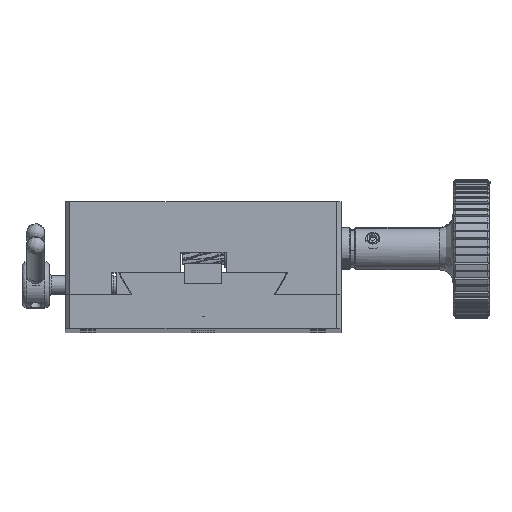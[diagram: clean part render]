
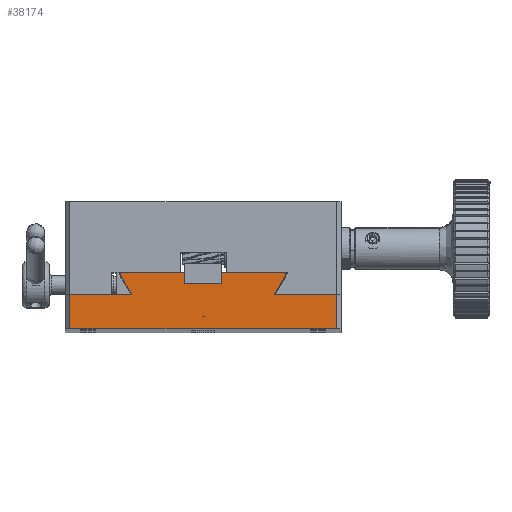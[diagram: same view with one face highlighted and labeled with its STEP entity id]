
A CAD part, top view. The second image highlights one B-rep face of the part: STEP entity #38174.
In plain terms, the highlighted planar face has unit normal (0, 0, 1).
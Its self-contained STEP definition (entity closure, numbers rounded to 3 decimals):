
#208 = VERTEX_POINT ( 'NONE', #127191 ) ;
#627 = VERTEX_POINT ( 'NONE', #19719 ) ;
#2819 = CARTESIAN_POINT ( 'NONE',  ( 49.002, 64.603, 513.823 ) ) ;
#2971 = DIRECTION ( 'NONE',  ( -0.5, -0.866, 0. ) ) ;
#3496 = LINE ( 'NONE', #179415, #198064 ) ;
#8729 = VERTEX_POINT ( 'NONE', #88162 ) ;
#9212 = EDGE_CURVE ( 'NONE', #182317, #81961, #73843, .T. ) ;
#10439 = CARTESIAN_POINT ( 'NONE',  ( 68.552, 57.103, 513.823 ) ) ;
#12568 = DIRECTION ( 'NONE',  ( 1., 0., 0. ) ) ;
#13429 = CARTESIAN_POINT ( 'NONE',  ( 49.002, 64.603, 513.823 ) ) ;
#14297 = CARTESIAN_POINT ( 'NONE',  ( 35.502, 57.103, 513.823 ) ) ;
#16022 = CARTESIAN_POINT ( 'NONE',  ( 46.588, 69.303, 513.823 ) ) ;
#16767 = DIRECTION ( 'NONE',  ( 1., 0., 0. ) ) ;
#18323 = CARTESIAN_POINT ( 'NONE',  ( 82.415, 68.783, 513.823 ) ) ;
#18963 = ORIENTED_EDGE ( 'NONE', *, *, #93020, .F. ) ;
#19719 = CARTESIAN_POINT ( 'NONE',  ( 60.452, 69.303, 513.823 ) ) ;
#26496 = VECTOR ( 'NONE', #12568, 1000. ) ;
#32447 = VECTOR ( 'NONE', #16767, 1000. ) ;
#33510 = DIRECTION ( 'NONE',  ( 0., -1., 0. ) ) ;
#33630 = EDGE_CURVE ( 'NONE', #121202, #8729, #127566, .T. ) ;
#35135 = ORIENTED_EDGE ( 'NONE', *, *, #72002, .T. ) ;
#38144 = ORIENTED_EDGE ( 'NONE', *, *, #85170, .F. ) ;
#38174 = ADVANCED_FACE ( 'NONE', ( #70972 ), #149727, .F. ) ;
#41323 = CARTESIAN_POINT ( 'NONE',  ( 80.002, 64.603, 513.823 ) ) ;
#41404 = EDGE_CURVE ( 'NONE', #166347, #109297, #150595, .T. ) ;
#47770 = CARTESIAN_POINT ( 'NONE',  ( 60.452, 57.103, 513.823 ) ) ;
#48823 = DIRECTION ( 'NONE',  ( 1., 0., 0. ) ) ;
#48853 = VECTOR ( 'NONE', #150051, 1000. ) ;
#50511 = EDGE_CURVE ( 'NONE', #208, #167618, #117327, .T. ) ;
#51533 = LINE ( 'NONE', #158999, #132183 ) ;
#54081 = VERTEX_POINT ( 'NONE', #41323 ) ;
#56610 = CARTESIAN_POINT ( 'NONE',  ( 64.502, 64.603, 513.823 ) ) ;
#58301 = EDGE_CURVE ( 'NONE', #104814, #166347, #3496, .T. ) ;
#60378 = VECTOR ( 'NONE', #61116, 1000. ) ;
#61116 = DIRECTION ( 'NONE',  ( 0., 1., 0. ) ) ;
#63120 = DIRECTION ( 'NONE',  ( 0., -1., 0. ) ) ;
#63237 = LINE ( 'NONE', #80589, #92781 ) ;
#64390 = CARTESIAN_POINT ( 'NONE',  ( 64.502, 64.603, 513.823 ) ) ;
#65166 = ORIENTED_EDGE ( 'NONE', *, *, #9212, .F. ) ;
#65855 = CARTESIAN_POINT ( 'NONE',  ( 60.452, 67.003, 513.823 ) ) ;
#66628 = VERTEX_POINT ( 'NONE', #199389 ) ;
#67186 = CARTESIAN_POINT ( 'NONE',  ( 94.502, 57.103, 513.823 ) ) ;
#68532 = VECTOR ( 'NONE', #197652, 1000. ) ;
#70972 = FACE_OUTER_BOUND ( 'NONE', #80246, .T. ) ;
#72002 = EDGE_CURVE ( 'NONE', #161069, #81961, #192342, .T. ) ;
#73843 = LINE ( 'NONE', #13429, #159783 ) ;
#73946 = ORIENTED_EDGE ( 'NONE', *, *, #33630, .T. ) ;
#75081 = EDGE_CURVE ( 'NONE', #109297, #167618, #51533, .T. ) ;
#76461 = LINE ( 'NONE', #138869, #60378 ) ;
#80246 = EDGE_LOOP ( 'NONE', ( #18963, #138547, #167246, #90712, #148430, #143153, #133302, #151210, #134271, #35135, #65166, #190386, #38144, #73946 ) ) ;
#80589 = CARTESIAN_POINT ( 'NONE',  ( 93.502, 57.103, 513.823 ) ) ;
#81961 = VERTEX_POINT ( 'NONE', #134310 ) ;
#83762 = DIRECTION ( 'NONE',  ( 1., 0., 0. ) ) ;
#85170 = EDGE_CURVE ( 'NONE', #121202, #90820, #76461, .T. ) ;
#88162 = CARTESIAN_POINT ( 'NONE',  ( 93.502, 57.103, 513.823 ) ) ;
#88308 = LINE ( 'NONE', #56610, #26496 ) ;
#90712 = ORIENTED_EDGE ( 'NONE', *, *, #50511, .T. ) ;
#90820 = VERTEX_POINT ( 'NONE', #155502 ) ;
#92781 = VECTOR ( 'NONE', #33510, 1000. ) ;
#93020 = EDGE_CURVE ( 'NONE', #66628, #8729, #63237, .T. ) ;
#94519 = LINE ( 'NONE', #144590, #32447 ) ;
#97715 = AXIS2_PLACEMENT_3D ( 'NONE', #132359, #191716, #145668 ) ;
#99241 = DIRECTION ( 'NONE',  ( 0., -1., 0. ) ) ;
#103183 = EDGE_CURVE ( 'NONE', #208, #54081, #113431, .T. ) ;
#103319 = EDGE_CURVE ( 'NONE', #54081, #66628, #160519, .T. ) ;
#104814 = VERTEX_POINT ( 'NONE', #65855 ) ;
#108117 = VECTOR ( 'NONE', #48823, 1000. ) ;
#109297 = VERTEX_POINT ( 'NONE', #132201 ) ;
#113431 = LINE ( 'NONE', #18323, #201148 ) ;
#117327 = LINE ( 'NONE', #198120, #48853 ) ;
#121202 = VERTEX_POINT ( 'NONE', #14297 ) ;
#127191 = CARTESIAN_POINT ( 'NONE',  ( 82.415, 68.783, 513.823 ) ) ;
#127566 = LINE ( 'NONE', #67186, #108117 ) ;
#129291 = DIRECTION ( 'NONE',  ( 1., 0., 0. ) ) ;
#132183 = VECTOR ( 'NONE', #129291, 1000. ) ;
#132201 = CARTESIAN_POINT ( 'NONE',  ( 68.552, 69.303, 513.823 ) ) ;
#132359 = CARTESIAN_POINT ( 'NONE',  ( 64.502, 57.103, 513.823 ) ) ;
#133302 = ORIENTED_EDGE ( 'NONE', *, *, #58301, .F. ) ;
#134271 = ORIENTED_EDGE ( 'NONE', *, *, #137076, .F. ) ;
#134310 = CARTESIAN_POINT ( 'NONE',  ( 46.588, 68.783, 513.823 ) ) ;
#136232 = DIRECTION ( 'NONE',  ( -0.5, 0.866, 0. ) ) ;
#136850 = LINE ( 'NONE', #47770, #150188 ) ;
#137076 = EDGE_CURVE ( 'NONE', #161069, #627, #94519, .T. ) ;
#138547 = ORIENTED_EDGE ( 'NONE', *, *, #103319, .F. ) ;
#138869 = CARTESIAN_POINT ( 'NONE',  ( 35.502, 57.103, 513.823 ) ) ;
#139960 = EDGE_CURVE ( 'NONE', #627, #104814, #136850, .T. ) ;
#143153 = ORIENTED_EDGE ( 'NONE', *, *, #41404, .F. ) ;
#144590 = CARTESIAN_POINT ( 'NONE',  ( 64.502, 69.303, 513.823 ) ) ;
#145658 = DIRECTION ( 'NONE',  ( 1., 0., 0. ) ) ;
#145668 = DIRECTION ( 'NONE',  ( -1., 0., 0. ) ) ;
#146289 = CARTESIAN_POINT ( 'NONE',  ( 46.588, 69.303, 513.823 ) ) ;
#148430 = ORIENTED_EDGE ( 'NONE', *, *, #75081, .F. ) ;
#149727 = PLANE ( 'NONE',  #97715 ) ;
#149950 = CARTESIAN_POINT ( 'NONE',  ( 82.415, 69.303, 513.823 ) ) ;
#150051 = DIRECTION ( 'NONE',  ( 0., 1., 0. ) ) ;
#150188 = VECTOR ( 'NONE', #63120, 1000. ) ;
#150595 = LINE ( 'NONE', #10439, #68532 ) ;
#151210 = ORIENTED_EDGE ( 'NONE', *, *, #139960, .F. ) ;
#155487 = CARTESIAN_POINT ( 'NONE',  ( 68.552, 67.003, 513.823 ) ) ;
#155502 = CARTESIAN_POINT ( 'NONE',  ( 35.502, 64.603, 513.823 ) ) ;
#158999 = CARTESIAN_POINT ( 'NONE',  ( 64.502, 69.303, 513.823 ) ) ;
#159783 = VECTOR ( 'NONE', #136232, 1000. ) ;
#160519 = LINE ( 'NONE', #64390, #188128 ) ;
#161069 = VERTEX_POINT ( 'NONE', #16022 ) ;
#166347 = VERTEX_POINT ( 'NONE', #155487 ) ;
#167246 = ORIENTED_EDGE ( 'NONE', *, *, #103183, .F. ) ;
#167618 = VERTEX_POINT ( 'NONE', #149950 ) ;
#169162 = EDGE_CURVE ( 'NONE', #90820, #182317, #88308, .T. ) ;
#179415 = CARTESIAN_POINT ( 'NONE',  ( 64.502, 67.003, 513.823 ) ) ;
#182317 = VERTEX_POINT ( 'NONE', #2819 ) ;
#184648 = VECTOR ( 'NONE', #99241, 1000. ) ;
#188128 = VECTOR ( 'NONE', #83762, 1000. ) ;
#190386 = ORIENTED_EDGE ( 'NONE', *, *, #169162, .F. ) ;
#191716 = DIRECTION ( 'NONE',  ( 0., 0., -1. ) ) ;
#192342 = LINE ( 'NONE', #146289, #184648 ) ;
#197652 = DIRECTION ( 'NONE',  ( 0., 1., 0. ) ) ;
#198064 = VECTOR ( 'NONE', #145658, 1000. ) ;
#198120 = CARTESIAN_POINT ( 'NONE',  ( 82.415, 69.303, 513.823 ) ) ;
#199389 = CARTESIAN_POINT ( 'NONE',  ( 93.502, 64.603, 513.823 ) ) ;
#201148 = VECTOR ( 'NONE', #2971, 1000. ) ;
